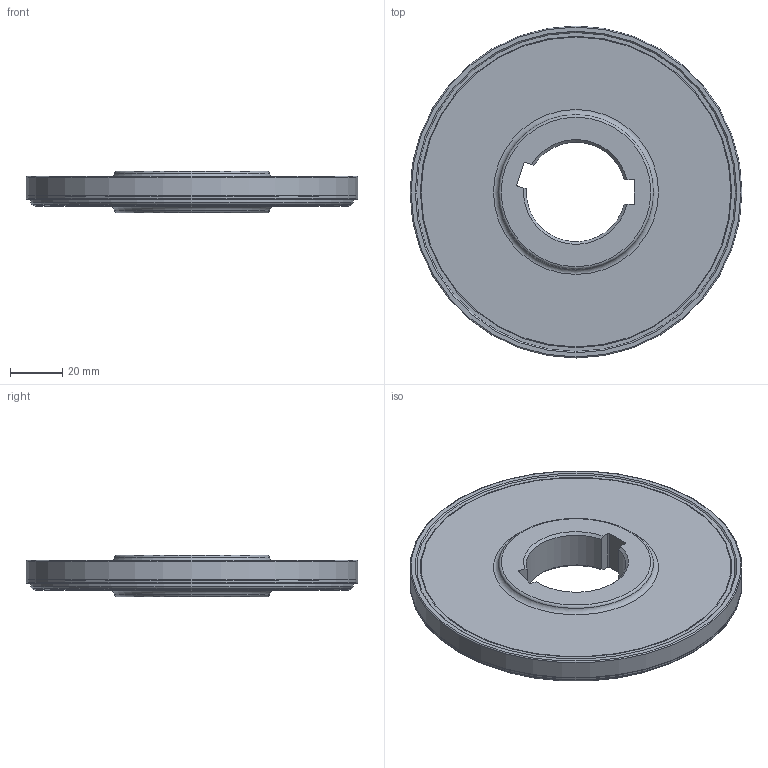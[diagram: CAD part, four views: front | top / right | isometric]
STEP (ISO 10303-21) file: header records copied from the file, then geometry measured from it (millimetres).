
FILE_DESCRIPTION(/* description */ (''),/* implementation_level */ '2;1');
FILE_NAME(/* name */ '335.18-05.00-0809L.stp',/* time_stamp */ '2020-03-04T16:02:08+06:00',/* author */ (''),/* organization */ (''),/* preprocessor_version */ 'ST-DEVELOPER v16.7',/* originating_system */ 'SIEMENS PLM Software NX 12.0',/* authorisation */ '');
FILE_SCHEMA (('AUTOMOTIVE_DESIGN { 1 0 10303 214 3 1 1 1 }'));
Length unit declared in the file: millimetre
Products named in the file (1): inpu0EBCA830nie0
Bounding box: 127 x 127 x 15.88 mm (x, y, z)
Volume: 131946.3 mm3; surface area: 37332.5 mm2
Topology: 2 solids, 2 shells, 45 faces, 98 edges, 62 vertices
Faces by surface type: plane 15, cylinder 12, torus 12, cone 6
Full cylindrical faces by diameter (mm): 123.016 x2, 123.2 x2, 127 x2
Entity records: 1209 total; most frequent: CARTESIAN_POINT 217, DIRECTION 210, ORIENTED_EDGE 152, AXIS2_PLACEMENT_3D 93, EDGE_CURVE 76, EDGE_LOOP 74, VERTEX_POINT 60, FACE_BOUND 58
